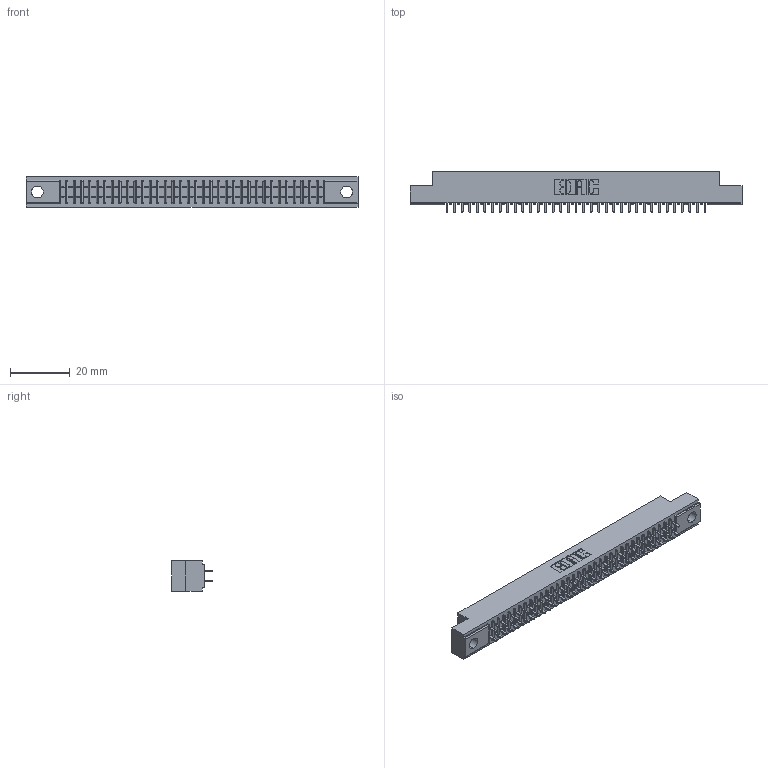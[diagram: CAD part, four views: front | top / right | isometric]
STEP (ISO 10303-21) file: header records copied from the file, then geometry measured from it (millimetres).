
FILE_DESCRIPTION (( 'STEP AP203' ), '1' );
FILE_NAME ('341-070-524-204.STEP', '2018-08-07T19:34:09', ( '' ), ( '' ), 'SwSTEP 2.0', 'SolidWorks 2016', '' );
FILE_SCHEMA (( 'CONFIG_CONTROL_DESIGN' ));
Length unit declared in the file: inch
Products named in the file (3): 341-070-524-204; 341 Part_.156 (3.96) Dia Mounting Holes; 341-292-001_341-292-124
Assembly tree (71 placements, depth 2):
  341-070-524-204
    341 Part_.156 (3.96) Dia Mounting Holes
    341-292-001_341-292-124  x70
Bounding box: 111.12 x 13.64 x 10.16 mm (x, y, z)
Volume: 8087.3 mm3; surface area: 13886.4 mm2
Topology: 71 solids, 71 shells, 4750 faces, 13757 edges, 8910 vertices
Faces by surface type: plane 2882, cylinder 1728, sphere 72, torus 68
Entity records: 43708 total; most frequent: CARTESIAN_POINT 7271, ORIENTED_EDGE 7222, DIRECTION 7053, EDGE_CURVE 3611, VECTOR 2917, LINE 2917, VERTEX_POINT 2286, AXIS2_PLACEMENT_3D 2068
